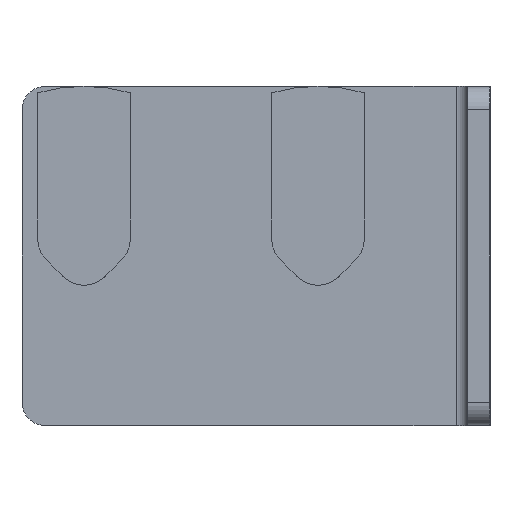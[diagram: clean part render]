
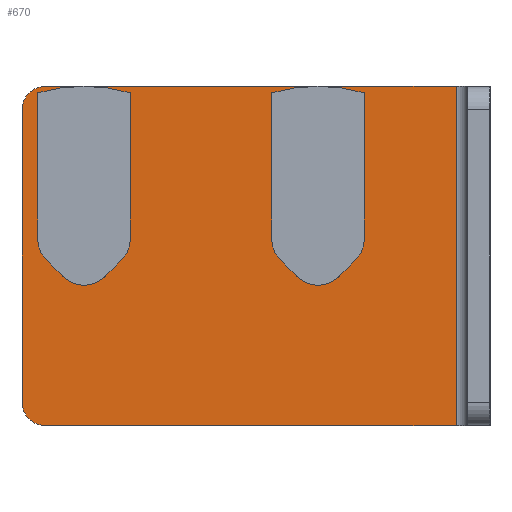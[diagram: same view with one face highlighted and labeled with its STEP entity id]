
A CAD part, left-side view. The second image highlights one B-rep face of the part: STEP entity #670.
In plain terms, the highlighted planar face has unit normal (-1, 0, 0).
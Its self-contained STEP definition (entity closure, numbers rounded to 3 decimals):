
#48=DIRECTION('',(0.,1.,0.));
#49=VECTOR('',#48,35.1);
#50=CARTESIAN_POINT('',(-1.9,2.9,14.5));
#51=LINE('',#50,#49);
#88=DIRECTION('',(0.,1.,0.));
#89=VECTOR('',#88,35.1);
#90=CARTESIAN_POINT('',(-1.9,2.9,-14.5));
#91=LINE('',#90,#89);
#100=DIRECTION('',(0.,0.,1.));
#101=VECTOR('',#100,25.);
#102=CARTESIAN_POINT('',(-1.9,40.,-12.5));
#103=LINE('',#102,#101);
#112=CARTESIAN_POINT('',(-1.9,38.,12.5));
#113=DIRECTION('',(-1.,0.,0.));
#114=DIRECTION('',(0.,0.,1.));
#115=AXIS2_PLACEMENT_3D('',#112,#113,#114);
#117=DIRECTION('',(0.,0.,1.));
#118=VECTOR('',#117,29.);
#119=CARTESIAN_POINT('',(-1.9,2.9,-14.5));
#120=LINE('',#119,#118);
#121=CARTESIAN_POINT('',(-1.9,38.,-12.5));
#122=DIRECTION('',(-1.,0.,0.));
#123=DIRECTION('',(0.,1.,0.));
#124=AXIS2_PLACEMENT_3D('',#121,#122,#123);
#126=CARTESIAN_POINT('',(-1.9,14.7,0.));
#127=DIRECTION('',(1.,0.,0.));
#128=DIRECTION('',(0.,0.,1.));
#129=AXIS2_PLACEMENT_3D('',#126,#127,#128);
#131=CARTESIAN_POINT('',(-1.9,14.7,0.));
#132=DIRECTION('',(1.,0.,0.));
#133=DIRECTION('',(0.,0.,-1.));
#134=AXIS2_PLACEMENT_3D('',#131,#132,#133);
#136=CARTESIAN_POINT('',(-1.9,34.7,0.));
#137=DIRECTION('',(1.,0.,0.));
#138=DIRECTION('',(0.,0.,1.));
#139=AXIS2_PLACEMENT_3D('',#136,#137,#138);
#141=CARTESIAN_POINT('',(-1.9,34.7,0.));
#142=DIRECTION('',(1.,0.,0.));
#143=DIRECTION('',(0.,0.,-1.));
#144=AXIS2_PLACEMENT_3D('',#141,#142,#143);
#395=CARTESIAN_POINT('',(-1.9,2.9,-14.5));
#397=VERTEX_POINT('',#395);
#399=CARTESIAN_POINT('',(-1.9,2.9,14.5));
#401=VERTEX_POINT('',#399);
#422=CARTESIAN_POINT('',(-1.9,38.,14.5));
#423=VERTEX_POINT('',#422);
#424=CARTESIAN_POINT('',(-1.9,40.,12.5));
#425=VERTEX_POINT('',#424);
#430=CARTESIAN_POINT('',(-1.9,40.,-12.5));
#431=VERTEX_POINT('',#430);
#432=CARTESIAN_POINT('',(-1.9,38.,-14.5));
#433=VERTEX_POINT('',#432);
#490=CARTESIAN_POINT('',(-1.9,34.7,2.5));
#491=CARTESIAN_POINT('',(-1.9,34.7,-2.5));
#492=VERTEX_POINT('',#490);
#493=VERTEX_POINT('',#491);
#494=CARTESIAN_POINT('',(-1.9,14.7,2.5));
#495=CARTESIAN_POINT('',(-1.9,14.7,-2.5));
#496=VERTEX_POINT('',#494);
#497=VERTEX_POINT('',#495);
#644=CARTESIAN_POINT('',(-1.9,2.9,-14.5));
#645=DIRECTION('',(1.,0.,0.));
#646=DIRECTION('',(0.,1.,0.));
#647=AXIS2_PLACEMENT_3D('',#644,#645,#646);
#648=PLANE('',#647);
#649=ORIENTED_EDGE('',*,*,#538,.F.);
#650=ORIENTED_EDGE('',*,*,#554,.F.);
#652=ORIENTED_EDGE('',*,*,#651,.F.);
#653=ORIENTED_EDGE('',*,*,#610,.T.);
#654=ORIENTED_EDGE('',*,*,#625,.F.);
#655=ORIENTED_EDGE('',*,*,#637,.T.);
#656=EDGE_LOOP('',(#649,#650,#652,#653,#654,#655));
#657=FACE_OUTER_BOUND('',#656,.F.);
#659=ORIENTED_EDGE('',*,*,#658,.F.);
#661=ORIENTED_EDGE('',*,*,#660,.F.);
#662=EDGE_LOOP('',(#659,#661));
#663=FACE_BOUND('',#662,.F.);
#665=ORIENTED_EDGE('',*,*,#664,.F.);
#667=ORIENTED_EDGE('',*,*,#666,.F.);
#668=EDGE_LOOP('',(#665,#667));
#669=FACE_BOUND('',#668,.F.);
#670=ADVANCED_FACE('',(#657,#663,#669),#648,.F.);
#116=CIRCLE('',#115,2.);
#125=CIRCLE('',#124,2.);
#130=CIRCLE('',#129,2.5);
#135=CIRCLE('',#134,2.5);
#140=CIRCLE('',#139,2.5);
#145=CIRCLE('',#144,2.5);
#538=EDGE_CURVE('',#423,#425,#116,.T.);
#554=EDGE_CURVE('',#401,#423,#51,.T.);
#610=EDGE_CURVE('',#397,#433,#91,.T.);
#625=EDGE_CURVE('',#431,#433,#125,.T.);
#637=EDGE_CURVE('',#431,#425,#103,.T.);
#651=EDGE_CURVE('',#397,#401,#120,.T.);
#658=EDGE_CURVE('',#496,#497,#130,.T.);
#660=EDGE_CURVE('',#497,#496,#135,.T.);
#664=EDGE_CURVE('',#492,#493,#140,.T.);
#666=EDGE_CURVE('',#493,#492,#145,.T.);
